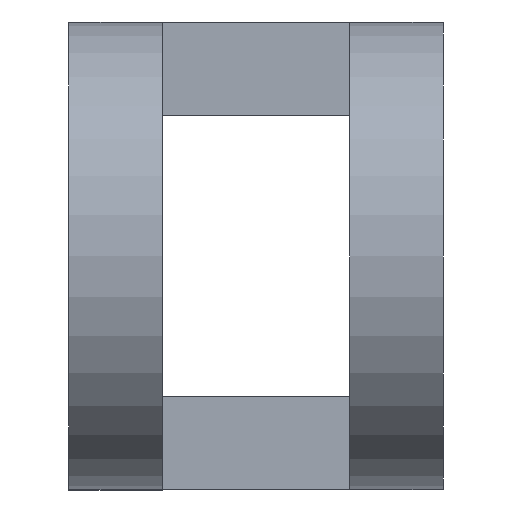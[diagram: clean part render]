
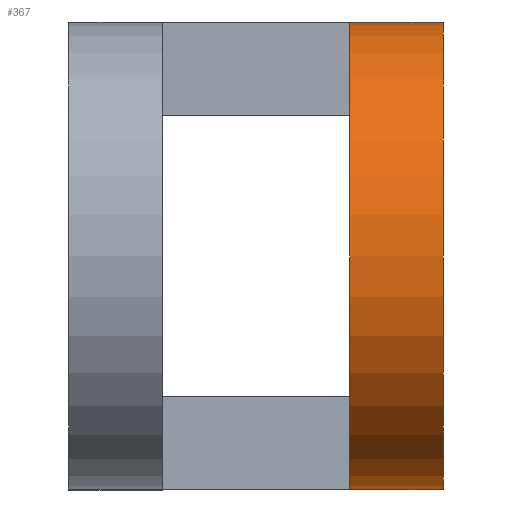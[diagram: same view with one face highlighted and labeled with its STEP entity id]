
A CAD part, left-side view. The second image highlights one B-rep face of the part: STEP entity #367.
In plain terms, the highlighted cylindrical face has radius 22.5 mm (diameter 45 mm), a partial arc.
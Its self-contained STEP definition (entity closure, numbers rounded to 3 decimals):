
#24 = VERTEX_POINT ( 'NONE', #2499 ) ;
#367 = ADVANCED_FACE ( 'NONE', ( #1385 ), #2535, .T. ) ;
#556 = LINE ( 'NONE', #3107, #1531 ) ;
#579 = ORIENTED_EDGE ( 'NONE', *, *, #1805, .F. ) ;
#617 = CARTESIAN_POINT ( 'NONE',  ( -87.933, 173.189, 349.226 ) ) ;
#673 = EDGE_CURVE ( 'NONE', #24, #2525, #2175, .T. ) ;
#821 = VERTEX_POINT ( 'NONE', #1797 ) ;
#1172 = AXIS2_PLACEMENT_3D ( 'NONE', #2227, #1946, #1927 ) ;
#1251 = ORIENTED_EDGE ( 'NONE', *, *, #2585, .T. ) ;
#1365 = DIRECTION ( 'NONE',  ( 0., 0., -1. ) ) ;
#1385 = FACE_OUTER_BOUND ( 'NONE', #3438, .T. ) ;
#1531 = VECTOR ( 'NONE', #2035, 1000. ) ;
#1589 = CIRCLE ( 'NONE', #2243, 22.5 ) ;
#1684 = DIRECTION ( 'NONE',  ( 0., 0., 1. ) ) ;
#1686 = ORIENTED_EDGE ( 'NONE', *, *, #2618, .T. ) ;
#1797 = CARTESIAN_POINT ( 'NONE',  ( -87.933, 173.189, 304.226 ) ) ;
#1805 = EDGE_CURVE ( 'NONE', #2759, #24, #3420, .T. ) ;
#1927 = DIRECTION ( 'NONE',  ( 0., 0., 1. ) ) ;
#1946 = DIRECTION ( 'NONE',  ( 0., -1., 0. ) ) ;
#2035 = DIRECTION ( 'NONE',  ( 0., -1., 0. ) ) ;
#2175 = CIRCLE ( 'NONE', #1172, 22.5 ) ;
#2227 = CARTESIAN_POINT ( 'NONE',  ( -87.933, 164.189, 326.726 ) ) ;
#2239 = CARTESIAN_POINT ( 'NONE',  ( -87.933, 173.189, 326.726 ) ) ;
#2243 = AXIS2_PLACEMENT_3D ( 'NONE', #2239, #2881, #1684 ) ;
#2377 = CARTESIAN_POINT ( 'NONE',  ( -87.933, 173.189, 349.226 ) ) ;
#2400 = CARTESIAN_POINT ( 'NONE',  ( -87.933, 164.189, 304.226 ) ) ;
#2410 = AXIS2_PLACEMENT_3D ( 'NONE', #2517, #2500, #1365 ) ;
#2499 = CARTESIAN_POINT ( 'NONE',  ( -87.933, 164.189, 349.226 ) ) ;
#2500 = DIRECTION ( 'NONE',  ( 0., -1., 0. ) ) ;
#2517 = CARTESIAN_POINT ( 'NONE',  ( -87.933, 173.189, 326.726 ) ) ;
#2525 = VERTEX_POINT ( 'NONE', #2400 ) ;
#2535 = CYLINDRICAL_SURFACE ( 'NONE', #2410, 22.5 ) ;
#2585 = EDGE_CURVE ( 'NONE', #821, #2525, #556, .T. ) ;
#2618 = EDGE_CURVE ( 'NONE', #2759, #821, #1589, .T. ) ;
#2709 = VECTOR ( 'NONE', #3148, 1000. ) ;
#2759 = VERTEX_POINT ( 'NONE', #2377 ) ;
#2881 = DIRECTION ( 'NONE',  ( 0., -1., 0. ) ) ;
#3107 = CARTESIAN_POINT ( 'NONE',  ( -87.933, 173.189, 304.226 ) ) ;
#3148 = DIRECTION ( 'NONE',  ( 0., -1., 0. ) ) ;
#3420 = LINE ( 'NONE', #617, #2709 ) ;
#3438 = EDGE_LOOP ( 'NONE', ( #3601, #579, #1686, #1251 ) ) ;
#3601 = ORIENTED_EDGE ( 'NONE', *, *, #673, .F. ) ;
